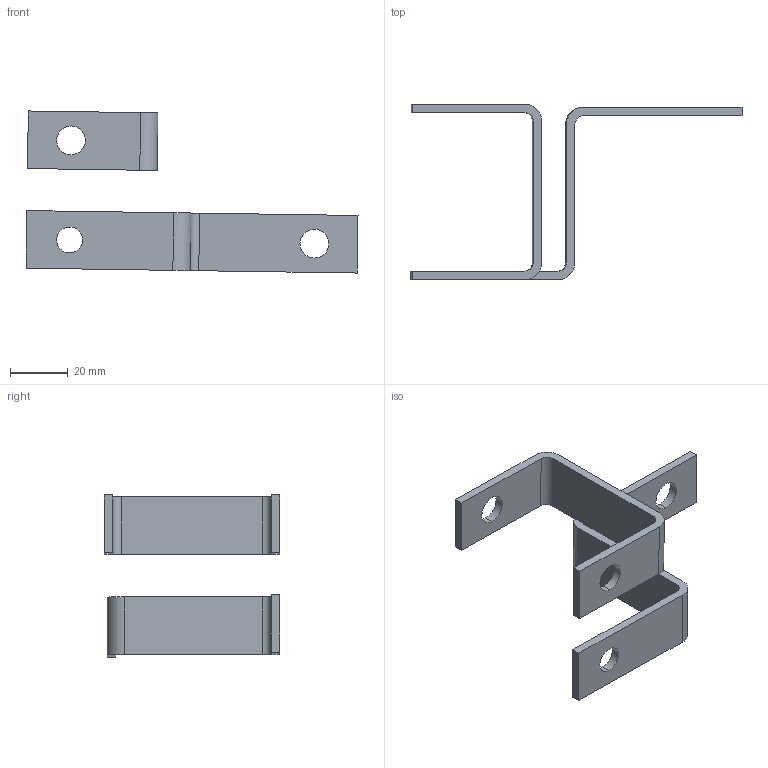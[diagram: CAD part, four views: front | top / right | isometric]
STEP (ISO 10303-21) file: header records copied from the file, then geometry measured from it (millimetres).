
FILE_DESCRIPTION((''),'2;1');
FILE_NAME('001701471_RA_1_100-185_ASM','2022-06-20T08:22:38',('klemen.sitar'),('Audax d.o.o.'),'CREO PARAMETRIC BY PTC INC, 2021304','CREO PARAMETRIC BY PTC INC, 2021304','');
FILE_SCHEMA(('AP242_MANAGED_MODEL_BASED_3D_ENGINEERING_MIM_LF { 1 0 10303 442 1 1 4 }'));
Length unit declared in the file: millimetre
Products named in the file (3): PRT0001_1; AJ-00_SREDNJI; 001701471_RA_1_100-185_ASM
Assembly tree (2 placements, depth 2):
  001701471_RA_1_100-185_ASM
    PRT0001_1
    AJ-00_SREDNJI
Bounding box: 115.28 x 61 x 56.28 mm (x, y, z)
Volume: 17658.7 mm3; surface area: 14235.7 mm2
Topology: 2 solids, 2 shells, 36 faces, 96 edges, 64 vertices
Faces by surface type: plane 20, cylinder 16
Entity records: 2029 total; most frequent: DIRECTION 216, CARTESIAN_POINT 211, ORIENTED_EDGE 192, PRESENTATION_STYLE_ASSIGNMENT 120, STYLED_ITEM 120, COLOUR_RGB 118, CURVE_STYLE 100, EDGE_CURVE 96
